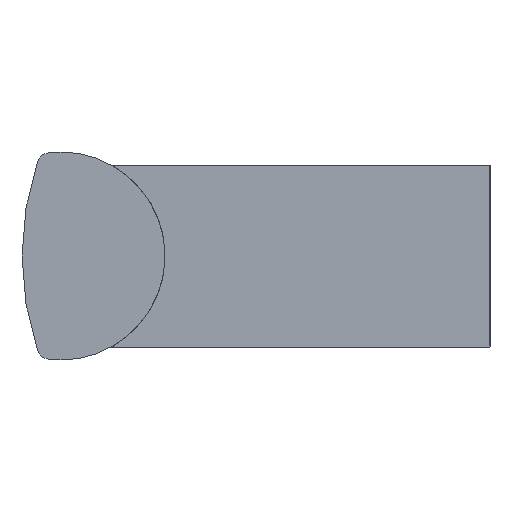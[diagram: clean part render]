
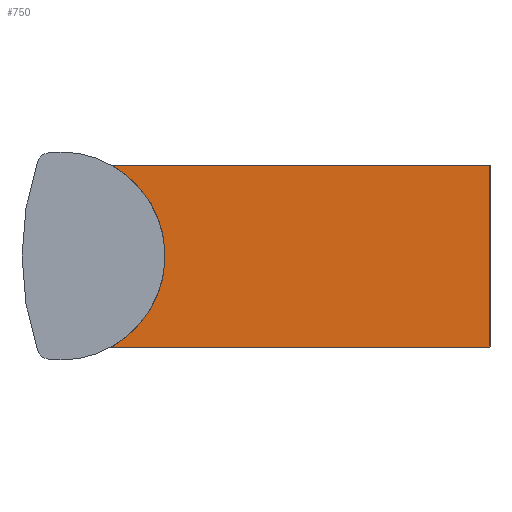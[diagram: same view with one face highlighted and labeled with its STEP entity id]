
A CAD part, left-side view. The second image highlights one B-rep face of the part: STEP entity #750.
In plain terms, the highlighted planar face has unit normal (-1, 0, 0).
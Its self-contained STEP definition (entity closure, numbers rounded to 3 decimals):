
#23 = DIRECTION ( 'NONE',  ( -1., 0., 0. ) ) ;
#30 = PLANE ( 'NONE',  #767 ) ;
#39 = CARTESIAN_POINT ( 'NONE',  ( -374., 0., -7. ) ) ;
#68 = EDGE_CURVE ( 'NONE', #254, #632, #835, .T. ) ;
#99 = DIRECTION ( 'NONE',  ( 0., 0., -1. ) ) ;
#123 = ORIENTED_EDGE ( 'NONE', *, *, #662, .T. ) ;
#126 = VECTOR ( 'NONE', #812, 1000. ) ;
#134 = CARTESIAN_POINT ( 'NONE',  ( -374., 36.002, -7. ) ) ;
#191 = AXIS2_PLACEMENT_3D ( 'NONE', #638, #23, #237 ) ;
#223 = ORIENTED_EDGE ( 'NONE', *, *, #68, .T. ) ;
#237 = DIRECTION ( 'NONE',  ( 0., 0., -1. ) ) ;
#247 = ORIENTED_EDGE ( 'NONE', *, *, #619, .F. ) ;
#254 = VERTEX_POINT ( 'NONE', #39 ) ;
#339 = EDGE_CURVE ( 'NONE', #451, #567, #503, .T. ) ;
#359 = CARTESIAN_POINT ( 'NONE',  ( -374., 0., -7. ) ) ;
#379 = LINE ( 'NONE', #395, #441 ) ;
#382 = CARTESIAN_POINT ( 'NONE',  ( -374., 36.002, -7. ) ) ;
#395 = CARTESIAN_POINT ( 'NONE',  ( -374., 36.002, 7. ) ) ;
#438 = DIRECTION ( 'NONE',  ( 1., 0., 0. ) ) ;
#441 = VECTOR ( 'NONE', #605, 1000. ) ;
#451 = VERTEX_POINT ( 'NONE', #768 ) ;
#497 = ORIENTED_EDGE ( 'NONE', *, *, #339, .F. ) ;
#503 = CIRCLE ( 'NONE', #191, 8. ) ;
#504 = DIRECTION ( 'NONE',  ( 0., 0., 1. ) ) ;
#539 = VECTOR ( 'NONE', #504, 1000. ) ;
#567 = VERTEX_POINT ( 'NONE', #674 ) ;
#605 = DIRECTION ( 'NONE',  ( 0., -1., 0. ) ) ;
#619 = EDGE_CURVE ( 'NONE', #567, #632, #379, .T. ) ;
#632 = VERTEX_POINT ( 'NONE', #799 ) ;
#638 = CARTESIAN_POINT ( 'NONE',  ( -374., 33., 0. ) ) ;
#662 = EDGE_CURVE ( 'NONE', #451, #254, #820, .T. ) ;
#674 = CARTESIAN_POINT ( 'NONE',  ( -374., 29.127, 7. ) ) ;
#704 = FACE_OUTER_BOUND ( 'NONE', #758, .T. ) ;
#750 = ADVANCED_FACE ( 'NONE', ( #704 ), #30, .F. ) ;
#758 = EDGE_LOOP ( 'NONE', ( #497, #123, #223, #247 ) ) ;
#767 = AXIS2_PLACEMENT_3D ( 'NONE', #382, #438, #99 ) ;
#768 = CARTESIAN_POINT ( 'NONE',  ( -374., 29.127, -7. ) ) ;
#799 = CARTESIAN_POINT ( 'NONE',  ( -374., 0., 7. ) ) ;
#812 = DIRECTION ( 'NONE',  ( 0., -1., 0. ) ) ;
#820 = LINE ( 'NONE', #134, #126 ) ;
#835 = LINE ( 'NONE', #359, #539 ) ;
